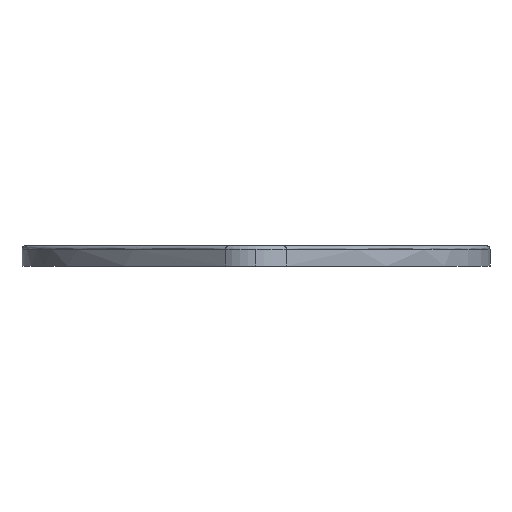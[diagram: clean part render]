
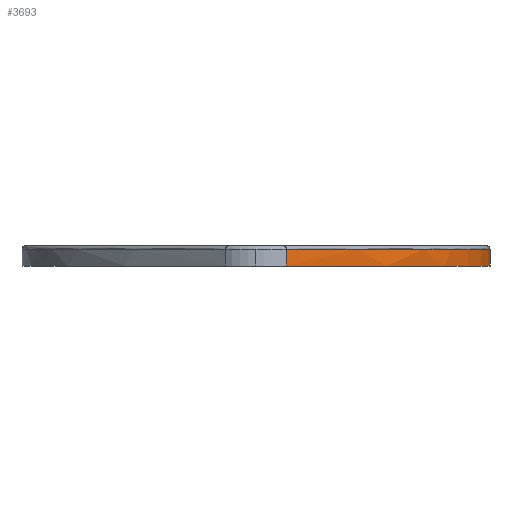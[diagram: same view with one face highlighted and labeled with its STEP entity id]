
A CAD part, left-side view. The second image highlights one B-rep face of the part: STEP entity #3693.
In plain terms, the highlighted free-form (B-spline) face has degree [3, 1] with [4, 2] control points.
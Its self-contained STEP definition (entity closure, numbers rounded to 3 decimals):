
#27 = CARTESIAN_POINT ( 'NONE',  ( -43.625, -28.591, 5.5 ) ) ;
#87 = CARTESIAN_POINT ( 'NONE',  ( -20.498, -34.897, 5.5 ) ) ;
#115 = B_SPLINE_SURFACE_WITH_KNOTS ( 'NONE', 3, 1, ( 
 ( #1073, #3171 ),
 ( #27, #3212 ),
 ( #309, #2074 ),
 ( #330, #653 ) ),
 .UNSPECIFIED., .F., .F., .F.,
 ( 4, 4 ),
 ( 2, 2 ),
 ( 0., 1. ),
 ( 0., 1. ),
 .UNSPECIFIED. ) ;
#123 = CARTESIAN_POINT ( 'NONE',  ( -20.285, -34.899, 5.5 ) ) ;
#309 = CARTESIAN_POINT ( 'NONE',  ( -33.386, -34.9, 5.5 ) ) ;
#330 = CARTESIAN_POINT ( 'NONE',  ( -20., -34.9, 5.5 ) ) ;
#369 = CARTESIAN_POINT ( 'NONE',  ( -20., -34.9, 3. ) ) ;
#404 = CARTESIAN_POINT ( 'NONE',  ( -62.819, -4.52, 6. ) ) ;
#442 = CARTESIAN_POINT ( 'NONE',  ( -37.207, -30.125, 5.5 ) ) ;
#446 = VERTEX_POINT ( 'NONE', #1305 ) ;
#463 = CARTESIAN_POINT ( 'NONE',  ( -55.564, -13.28, 5.5 ) ) ;
#529 = CARTESIAN_POINT ( 'NONE',  ( -61.4, -6.299, 5.5 ) ) ;
#625 = DIRECTION ( 'NONE',  ( 0., 0., -1. ) ) ;
#653 = CARTESIAN_POINT ( 'NONE',  ( -20., -34.9, 3. ) ) ;
#676 = CARTESIAN_POINT ( 'NONE',  ( -62.819, -4.52, 3. ) ) ;
#751 = DIRECTION ( 'NONE',  ( 0., 0., -1. ) ) ;
#872 = B_SPLINE_CURVE_WITH_KNOTS ( 'NONE', 3,
 ( #676, #3512, #1219, #369 ),
 .UNSPECIFIED., .F., .F.,
 ( 4, 4 ),
 ( 0., 1. ),
 .UNSPECIFIED. ) ;
#981 = CARTESIAN_POINT ( 'NONE',  ( -22.833, -34.803, 5.5 ) ) ;
#1000 = CARTESIAN_POINT ( 'NONE',  ( -32.664, -32.431, 5.5 ) ) ;
#1065 = VERTEX_POINT ( 'NONE', #3545 ) ;
#1073 = CARTESIAN_POINT ( 'NONE',  ( -62.819, -4.52, 5.5 ) ) ;
#1084 = VECTOR ( 'NONE', #625, 1000. ) ;
#1179 = B_SPLINE_CURVE_WITH_KNOTS ( 'NONE', 3,
 ( #1537, #2700, #1799, #123, #87, #1253, #2418, #3525, #981, #3041, #1558, #2385, #2131, #1838, #2719, #2442, #1000, #2149, #442, #3304, #3243, #1665, #2277, #2873, #2589, #463, #3613, #3677, #529, #2820 ),
 .UNSPECIFIED., .F., .F.,
 ( 4, 2, 1, 1, 2, 2, 2, 2, 2, 2, 2, 2, 2, 2, 2, 4 ),
 ( 0., 0., 0., 0.001, 0.002, 0.003, 0.007, 0.01, 0.012, 0.013, 0.02, 0.027, 0.034, 0.04, 0.047, 0.054 ),
 .UNSPECIFIED. ) ;
#1219 = CARTESIAN_POINT ( 'NONE',  ( -33.386, -34.9, 3. ) ) ;
#1253 = CARTESIAN_POINT ( 'NONE',  ( -20.996, -34.89, 5.5 ) ) ;
#1305 = CARTESIAN_POINT ( 'NONE',  ( -62.819, -4.52, 3. ) ) ;
#1463 = ORIENTED_EDGE ( 'NONE', *, *, #1686, .F. ) ;
#1481 = EDGE_CURVE ( 'NONE', #1065, #446, #3598, .T. ) ;
#1488 = LINE ( 'NONE', #2039, #1084 ) ;
#1518 = EDGE_CURVE ( 'NONE', #2292, #1065, #1179, .T. ) ;
#1537 = CARTESIAN_POINT ( 'NONE',  ( -20., -34.9, 5.5 ) ) ;
#1558 = CARTESIAN_POINT ( 'NONE',  ( -25.628, -34.494, 5.5 ) ) ;
#1665 = CARTESIAN_POINT ( 'NONE',  ( -46.154, -23.148, 5.5 ) ) ;
#1686 = EDGE_CURVE ( 'NONE', #2292, #3630, #1488, .T. ) ;
#1799 = CARTESIAN_POINT ( 'NONE',  ( -20.143, -34.9, 5.5 ) ) ;
#1838 = CARTESIAN_POINT ( 'NONE',  ( -30.534, -33.252, 5.5 ) ) ;
#1955 = ORIENTED_EDGE ( 'NONE', *, *, #1481, .T. ) ;
#2029 = EDGE_CURVE ( 'NONE', #446, #3630, #872, .T. ) ;
#2039 = CARTESIAN_POINT ( 'NONE',  ( -20., -34.9, 6. ) ) ;
#2074 = CARTESIAN_POINT ( 'NONE',  ( -33.386, -34.9, 3. ) ) ;
#2131 = CARTESIAN_POINT ( 'NONE',  ( -28.918, -33.772, 5.5 ) ) ;
#2149 = CARTESIAN_POINT ( 'NONE',  ( -35.257, -31.264, 5.5 ) ) ;
#2157 = ORIENTED_EDGE ( 'NONE', *, *, #1518, .T. ) ;
#2277 = CARTESIAN_POINT ( 'NONE',  ( -47.799, -21.572, 5.5 ) ) ;
#2292 = VERTEX_POINT ( 'NONE', #3193 ) ;
#2385 = CARTESIAN_POINT ( 'NONE',  ( -27.829, -34.054, 5.5 ) ) ;
#2418 = CARTESIAN_POINT ( 'NONE',  ( -21.421, -34.876, 5.5 ) ) ;
#2442 = CARTESIAN_POINT ( 'NONE',  ( -32.136, -32.652, 5.5 ) ) ;
#2513 = FACE_OUTER_BOUND ( 'NONE', #2819, .T. ) ;
#2589 = CARTESIAN_POINT ( 'NONE',  ( -52.535, -16.669, 5.5 ) ) ;
#2700 = CARTESIAN_POINT ( 'NONE',  ( -20.07, -34.9, 5.5 ) ) ;
#2719 = CARTESIAN_POINT ( 'NONE',  ( -31.07, -33.063, 5.5 ) ) ;
#2819 = EDGE_LOOP ( 'NONE', ( #1463, #2157, #1955, #3580 ) ) ;
#2820 = CARTESIAN_POINT ( 'NONE',  ( -62.819, -4.52, 5.5 ) ) ;
#2829 = CARTESIAN_POINT ( 'NONE',  ( -20., -34.9, 3. ) ) ;
#2873 = CARTESIAN_POINT ( 'NONE',  ( -50.989, -18.334, 5.5 ) ) ;
#3041 = CARTESIAN_POINT ( 'NONE',  ( -24.516, -34.651, 5.5 ) ) ;
#3171 = CARTESIAN_POINT ( 'NONE',  ( -62.819, -4.52, 3. ) ) ;
#3193 = CARTESIAN_POINT ( 'NONE',  ( -20., -34.9, 5.5 ) ) ;
#3212 = CARTESIAN_POINT ( 'NONE',  ( -43.625, -28.591, 3. ) ) ;
#3243 = CARTESIAN_POINT ( 'NONE',  ( -42.725, -26.145, 5.5 ) ) ;
#3304 = CARTESIAN_POINT ( 'NONE',  ( -40.939, -27.567, 5.5 ) ) ;
#3512 = CARTESIAN_POINT ( 'NONE',  ( -43.625, -28.591, 3. ) ) ;
#3525 = CARTESIAN_POINT ( 'NONE',  ( -22.27, -34.84, 5.5 ) ) ;
#3545 = CARTESIAN_POINT ( 'NONE',  ( -62.819, -4.52, 5.5 ) ) ;
#3580 = ORIENTED_EDGE ( 'NONE', *, *, #2029, .T. ) ;
#3598 = LINE ( 'NONE', #404, #3615 ) ;
#3613 = CARTESIAN_POINT ( 'NONE',  ( -57.047, -11.554, 5.5 ) ) ;
#3615 = VECTOR ( 'NONE', #751, 1000. ) ;
#3630 = VERTEX_POINT ( 'NONE', #2829 ) ;
#3677 = CARTESIAN_POINT ( 'NONE',  ( -59.965, -8.063, 5.5 ) ) ;
#3693 = ADVANCED_FACE ( 'NONE', ( #2513 ), #115, .F. ) ;
